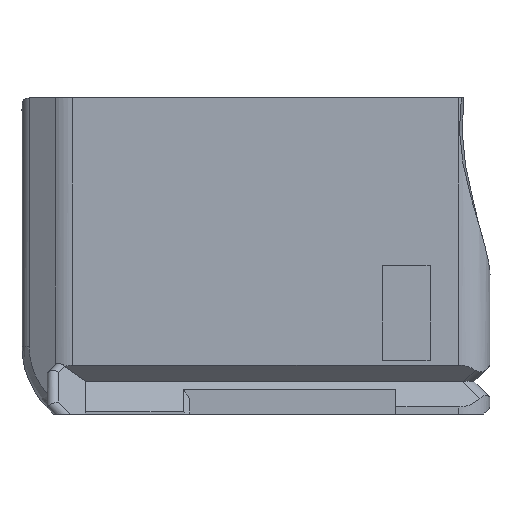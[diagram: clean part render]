
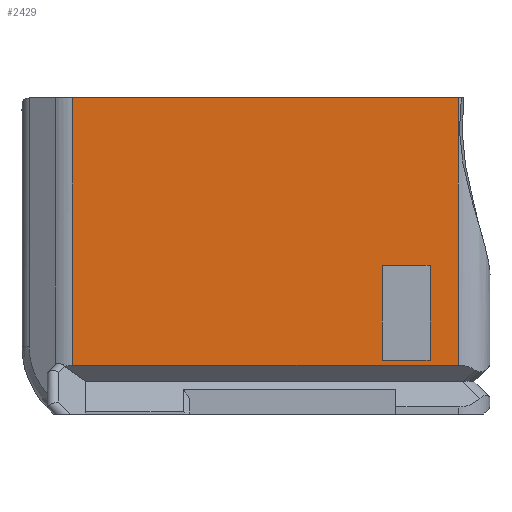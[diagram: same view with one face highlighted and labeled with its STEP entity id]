
A CAD part, left-side view. The second image highlights one B-rep face of the part: STEP entity #2429.
In plain terms, the highlighted planar face has unit normal (-1, 0, 0).
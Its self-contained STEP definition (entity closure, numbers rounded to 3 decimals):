
#109=LINE('',#3867,#255);
#112=LINE('',#3873,#258);
#114=LINE('',#3877,#260);
#115=LINE('',#3879,#261);
#147=LINE('',#4066,#293);
#154=LINE('',#4205,#300);
#167=LINE('',#4238,#313);
#168=LINE('',#4240,#314);
#255=VECTOR('',#2848,1000.);
#258=VECTOR('',#2853,1000.);
#260=VECTOR('',#2857,1000.);
#261=VECTOR('',#2860,1000.);
#293=VECTOR('',#2940,1000.);
#300=VECTOR('',#2981,1000.);
#313=VECTOR('',#3024,1000.);
#314=VECTOR('',#3025,1000.);
#411=PLANE('',#2635);
#880=ORIENTED_EDGE('',*,*,#1476,.F.);
#881=ORIENTED_EDGE('',*,*,#1518,.T.);
#882=ORIENTED_EDGE('',*,*,#1519,.T.);
#883=ORIENTED_EDGE('',*,*,#1501,.F.);
#884=ORIENTED_EDGE('',*,*,#1425,.F.);
#885=ORIENTED_EDGE('',*,*,#1426,.T.);
#886=ORIENTED_EDGE('',*,*,#1420,.T.);
#887=ORIENTED_EDGE('',*,*,#1423,.F.);
#1420=EDGE_CURVE('',#1782,#1781,#109,.T.);
#1423=EDGE_CURVE('',#1783,#1781,#112,.T.);
#1425=EDGE_CURVE('',#1784,#1783,#114,.T.);
#1426=EDGE_CURVE('',#1784,#1782,#115,.T.);
#1476=EDGE_CURVE('',#1821,#1822,#147,.T.);
#1501=EDGE_CURVE('',#1822,#1837,#154,.T.);
#1518=EDGE_CURVE('',#1821,#1842,#167,.F.);
#1519=EDGE_CURVE('',#1842,#1837,#168,.T.);
#1781=VERTEX_POINT('',#3866);
#1782=VERTEX_POINT('',#3868);
#1783=VERTEX_POINT('',#3872);
#1784=VERTEX_POINT('',#3876);
#1821=VERTEX_POINT('',#4065);
#1822=VERTEX_POINT('',#4067);
#1837=VERTEX_POINT('',#4206);
#1842=VERTEX_POINT('',#4239);
#2105=EDGE_LOOP('',(#880,#881,#882,#883));
#2106=EDGE_LOOP('',(#884,#885,#886,#887));
#2252=FACE_BOUND('',#2105,.T.);
#2253=FACE_BOUND('',#2106,.T.);
#2429=ADVANCED_FACE('',(#2252,#2253),#411,.T.);
#2635=AXIS2_PLACEMENT_3D('',#4237,#3022,#3023);
#2848=DIRECTION('',(0.,0.,-1.));
#2853=DIRECTION('',(0.,-1.,0.));
#2857=DIRECTION('',(0.,0.,-1.));
#2860=DIRECTION('',(0.,-1.,0.));
#2940=DIRECTION('',(0.,-1.,0.));
#2981=DIRECTION('',(0.,0.,-1.));
#3022=DIRECTION('',(-1.,0.,0.));
#3023=DIRECTION('',(0.,1.,0.));
#3024=DIRECTION('',(0.,0.,1.));
#3025=DIRECTION('',(0.,-1.,0.));
#3866=CARTESIAN_POINT('',(-13.5,-9.708,17.));
#3867=CARTESIAN_POINT('',(-13.5,-9.708,20.));
#3868=CARTESIAN_POINT('',(-13.5,-9.708,23.));
#3872=CARTESIAN_POINT('',(-13.5,-6.696,17.));
#3873=CARTESIAN_POINT('',(-13.5,-8.202,17.));
#3876=CARTESIAN_POINT('',(-13.5,-6.696,23.));
#3877=CARTESIAN_POINT('',(-13.5,-6.696,20.));
#3879=CARTESIAN_POINT('',(-13.5,-8.202,23.));
#4065=CARTESIAN_POINT('',(-13.5,12.908,33.6));
#4066=CARTESIAN_POINT('',(-13.5,0.,33.6));
#4067=CARTESIAN_POINT('',(-13.5,-11.5,33.6));
#4205=CARTESIAN_POINT('',(-13.5,-11.5,13.6));
#4206=CARTESIAN_POINT('',(-13.5,-11.5,16.691));
#4237=CARTESIAN_POINT('',(-13.5,0.,33.6));
#4238=CARTESIAN_POINT('',(-13.5,12.908,33.6));
#4239=CARTESIAN_POINT('',(-13.5,12.908,16.691));
#4240=CARTESIAN_POINT('',(-13.5,-14.414,16.691));
